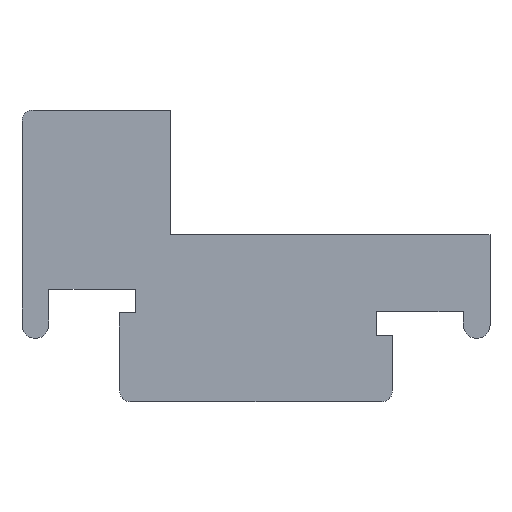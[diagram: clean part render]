
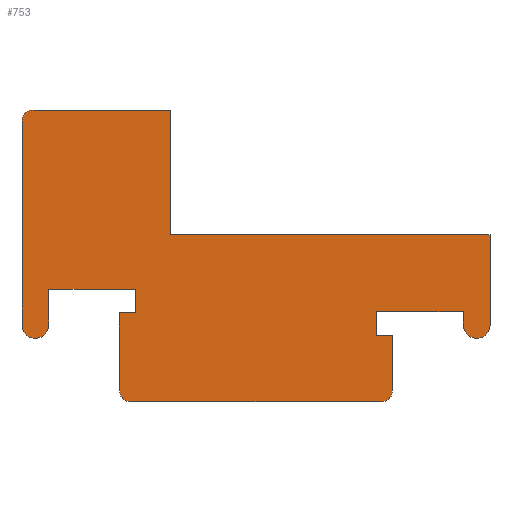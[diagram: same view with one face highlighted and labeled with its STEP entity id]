
A CAD part, top view. The second image highlights one B-rep face of the part: STEP entity #753.
In plain terms, the highlighted planar face has unit normal (0, 0, 1).
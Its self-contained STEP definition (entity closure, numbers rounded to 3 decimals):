
#183=DIRECTION('',(0.,-1.,0.));
#184=VECTOR('',#183,11.2);
#185=CARTESIAN_POINT('',(-7.7,26.2,0.5));
#186=LINE('',#185,#184);
#187=DIRECTION('',(-1.,0.,0.));
#188=VECTOR('',#187,28.7);
#189=CARTESIAN_POINT('',(21.,15.,0.5));
#190=LINE('',#189,#188);
#191=DIRECTION('',(0.,1.,0.));
#192=VECTOR('',#191,8.1);
#193=CARTESIAN_POINT('',(21.,6.9,0.5));
#194=LINE('',#193,#192);
#195=CARTESIAN_POINT('',(19.8,6.9,0.5));
#196=DIRECTION('',(0.,0.,1.));
#197=DIRECTION('',(-1.,0.,0.));
#198=AXIS2_PLACEMENT_3D('',#195,#196,#197);
#200=DIRECTION('',(0.,-1.,0.));
#201=VECTOR('',#200,1.2);
#202=CARTESIAN_POINT('',(18.6,8.1,0.5));
#203=LINE('',#202,#201);
#204=DIRECTION('',(1.,0.,0.));
#205=VECTOR('',#204,7.8);
#206=CARTESIAN_POINT('',(10.8,8.1,0.5));
#207=LINE('',#206,#205);
#208=DIRECTION('',(0.,1.,0.));
#209=VECTOR('',#208,2.1);
#210=CARTESIAN_POINT('',(10.8,6.,0.5));
#211=LINE('',#210,#209);
#212=DIRECTION('',(-1.,0.,0.));
#213=VECTOR('',#212,1.45);
#214=CARTESIAN_POINT('',(12.25,6.,0.5));
#215=LINE('',#214,#213);
#216=DIRECTION('',(0.,1.,0.));
#217=VECTOR('',#216,5.);
#218=CARTESIAN_POINT('',(12.25,1.,0.5));
#219=LINE('',#218,#217);
#220=CARTESIAN_POINT('',(11.25,1.,0.5));
#221=DIRECTION('',(0.,0.,1.));
#222=DIRECTION('',(0.,-1.,0.));
#223=AXIS2_PLACEMENT_3D('',#220,#221,#222);
#225=DIRECTION('',(1.,0.,0.));
#226=VECTOR('',#225,11.25);
#227=CARTESIAN_POINT('',(0.,0.,0.5));
#228=LINE('',#227,#226);
#229=DIRECTION('',(1.,0.,0.));
#230=VECTOR('',#229,11.25);
#231=CARTESIAN_POINT('',(-11.25,0.,0.5));
#232=LINE('',#231,#230);
#233=CARTESIAN_POINT('',(-11.25,1.,0.5));
#234=DIRECTION('',(0.,0.,1.));
#235=DIRECTION('',(-1.,0.,0.));
#236=AXIS2_PLACEMENT_3D('',#233,#234,#235);
#238=DIRECTION('',(0.,-1.,0.));
#239=VECTOR('',#238,7.);
#240=CARTESIAN_POINT('',(-12.25,8.,0.5));
#241=LINE('',#240,#239);
#242=DIRECTION('',(-1.,0.,0.));
#243=VECTOR('',#242,1.45);
#244=CARTESIAN_POINT('',(-10.8,8.,0.5));
#245=LINE('',#244,#243);
#246=DIRECTION('',(0.,-1.,0.));
#247=VECTOR('',#246,2.1);
#248=CARTESIAN_POINT('',(-10.8,10.1,0.5));
#249=LINE('',#248,#247);
#250=DIRECTION('',(1.,0.,0.));
#251=VECTOR('',#250,7.8);
#252=CARTESIAN_POINT('',(-18.6,10.1,0.5));
#253=LINE('',#252,#251);
#254=DIRECTION('',(0.,1.,0.));
#255=VECTOR('',#254,3.2);
#256=CARTESIAN_POINT('',(-18.6,6.9,0.5));
#257=LINE('',#256,#255);
#258=CARTESIAN_POINT('',(-19.8,6.9,0.5));
#259=DIRECTION('',(0.,0.,1.));
#260=DIRECTION('',(-1.,0.,0.));
#261=AXIS2_PLACEMENT_3D('',#258,#259,#260);
#263=DIRECTION('',(0.,-1.,0.));
#264=VECTOR('',#263,18.3);
#265=CARTESIAN_POINT('',(-21.,25.2,0.5));
#266=LINE('',#265,#264);
#267=CARTESIAN_POINT('',(-20.,25.2,0.5));
#268=DIRECTION('',(0.,0.,1.));
#269=DIRECTION('',(0.,1.,0.));
#270=AXIS2_PLACEMENT_3D('',#267,#268,#269);
#272=DIRECTION('',(-1.,0.,0.));
#273=VECTOR('',#272,12.3);
#274=CARTESIAN_POINT('',(-7.7,26.2,0.5));
#275=LINE('',#274,#273);
#314=CARTESIAN_POINT('',(-20.,26.2,0.5));
#315=CARTESIAN_POINT('',(-21.,25.2,0.5));
#316=VERTEX_POINT('',#314);
#317=VERTEX_POINT('',#315);
#318=CARTESIAN_POINT('',(-21.,6.9,0.5));
#319=VERTEX_POINT('',#318);
#320=CARTESIAN_POINT('',(-18.6,6.9,0.5));
#321=VERTEX_POINT('',#320);
#322=CARTESIAN_POINT('',(-18.6,10.1,0.5));
#323=VERTEX_POINT('',#322);
#324=CARTESIAN_POINT('',(-10.8,10.1,0.5));
#325=VERTEX_POINT('',#324);
#326=CARTESIAN_POINT('',(-10.8,8.,0.5));
#327=VERTEX_POINT('',#326);
#328=CARTESIAN_POINT('',(-12.25,8.,0.5));
#329=VERTEX_POINT('',#328);
#330=CARTESIAN_POINT('',(-12.25,1.,0.5));
#331=VERTEX_POINT('',#330);
#332=CARTESIAN_POINT('',(-11.25,0.,0.5));
#333=VERTEX_POINT('',#332);
#334=CARTESIAN_POINT('',(0.,0.,0.5));
#335=VERTEX_POINT('',#334);
#336=CARTESIAN_POINT('',(11.25,0.,0.5));
#337=VERTEX_POINT('',#336);
#338=CARTESIAN_POINT('',(12.25,1.,0.5));
#339=VERTEX_POINT('',#338);
#340=CARTESIAN_POINT('',(12.25,6.,0.5));
#341=VERTEX_POINT('',#340);
#342=CARTESIAN_POINT('',(10.8,6.,0.5));
#343=VERTEX_POINT('',#342);
#344=CARTESIAN_POINT('',(10.8,8.1,0.5));
#345=VERTEX_POINT('',#344);
#346=CARTESIAN_POINT('',(18.6,8.1,0.5));
#347=VERTEX_POINT('',#346);
#348=CARTESIAN_POINT('',(18.6,6.9,0.5));
#349=VERTEX_POINT('',#348);
#350=CARTESIAN_POINT('',(21.,6.9,0.5));
#351=VERTEX_POINT('',#350);
#358=CARTESIAN_POINT('',(-7.7,26.2,0.5));
#359=CARTESIAN_POINT('',(-7.7,15.,0.5));
#360=VERTEX_POINT('',#358);
#361=VERTEX_POINT('',#359);
#362=CARTESIAN_POINT('',(21.,15.,0.5));
#363=VERTEX_POINT('',#362);
#724=CARTESIAN_POINT('',(0.,0.,0.5));
#725=DIRECTION('',(0.,0.,1.));
#726=DIRECTION('',(1.,0.,0.));
#727=AXIS2_PLACEMENT_3D('',#724,#725,#726);
#728=PLANE('',#727);
#729=ORIENTED_EDGE('',*,*,#424,.T.);
#730=ORIENTED_EDGE('',*,*,#439,.F.);
#731=ORIENTED_EDGE('',*,*,#454,.F.);
#732=ORIENTED_EDGE('',*,*,#467,.F.);
#733=ORIENTED_EDGE('',*,*,#481,.F.);
#734=ORIENTED_EDGE('',*,*,#495,.F.);
#735=ORIENTED_EDGE('',*,*,#509,.F.);
#736=ORIENTED_EDGE('',*,*,#523,.F.);
#737=ORIENTED_EDGE('',*,*,#537,.F.);
#738=ORIENTED_EDGE('',*,*,#551,.F.);
#739=ORIENTED_EDGE('',*,*,#565,.F.);
#740=ORIENTED_EDGE('',*,*,#579,.F.);
#741=ORIENTED_EDGE('',*,*,#593,.F.);
#742=ORIENTED_EDGE('',*,*,#607,.F.);
#743=ORIENTED_EDGE('',*,*,#621,.F.);
#744=ORIENTED_EDGE('',*,*,#635,.F.);
#745=ORIENTED_EDGE('',*,*,#649,.F.);
#746=ORIENTED_EDGE('',*,*,#663,.F.);
#747=ORIENTED_EDGE('',*,*,#677,.F.);
#748=ORIENTED_EDGE('',*,*,#691,.F.);
#749=ORIENTED_EDGE('',*,*,#705,.F.);
#750=ORIENTED_EDGE('',*,*,#717,.F.);
#751=EDGE_LOOP('',(#729,#730,#731,#732,#733,#734,#735,#736,#737,#738,#739,#740,
#741,#742,#743,#744,#745,#746,#747,#748,#749,#750));
#752=FACE_OUTER_BOUND('',#751,.F.);
#753=ADVANCED_FACE('',(#752),#728,.T.);
#199=CIRCLE('',#198,1.2);
#224=CIRCLE('',#223,1.);
#237=CIRCLE('',#236,1.);
#262=CIRCLE('',#261,1.2);
#271=CIRCLE('',#270,1.);
#424=EDGE_CURVE('',#360,#361,#186,.T.);
#439=EDGE_CURVE('',#363,#361,#190,.T.);
#454=EDGE_CURVE('',#351,#363,#194,.T.);
#467=EDGE_CURVE('',#349,#351,#199,.T.);
#481=EDGE_CURVE('',#347,#349,#203,.T.);
#495=EDGE_CURVE('',#345,#347,#207,.T.);
#509=EDGE_CURVE('',#343,#345,#211,.T.);
#523=EDGE_CURVE('',#341,#343,#215,.T.);
#537=EDGE_CURVE('',#339,#341,#219,.T.);
#551=EDGE_CURVE('',#337,#339,#224,.T.);
#565=EDGE_CURVE('',#335,#337,#228,.T.);
#579=EDGE_CURVE('',#333,#335,#232,.T.);
#593=EDGE_CURVE('',#331,#333,#237,.T.);
#607=EDGE_CURVE('',#329,#331,#241,.T.);
#621=EDGE_CURVE('',#327,#329,#245,.T.);
#635=EDGE_CURVE('',#325,#327,#249,.T.);
#649=EDGE_CURVE('',#323,#325,#253,.T.);
#663=EDGE_CURVE('',#321,#323,#257,.T.);
#677=EDGE_CURVE('',#319,#321,#262,.T.);
#691=EDGE_CURVE('',#317,#319,#266,.T.);
#705=EDGE_CURVE('',#316,#317,#271,.T.);
#717=EDGE_CURVE('',#360,#316,#275,.T.);
